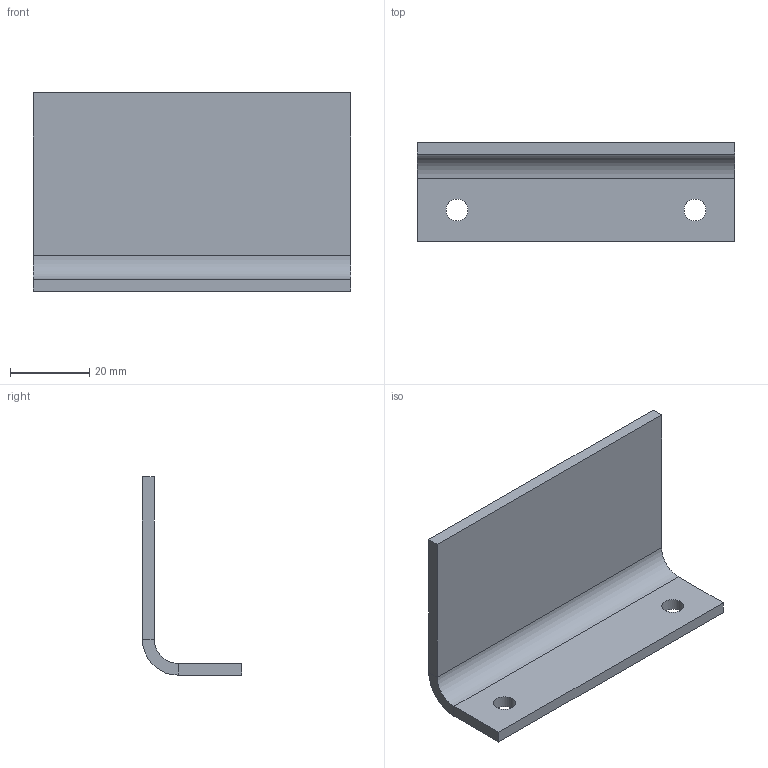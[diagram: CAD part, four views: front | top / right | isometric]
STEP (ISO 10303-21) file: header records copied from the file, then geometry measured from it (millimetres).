
FILE_DESCRIPTION(('FreeCAD Model'),'2;1');
FILE_NAME('Open CASCADE Shape Model','2024-03-09T18:33:53',(''),(''), 'Open CASCADE STEP processor 7.6','FreeCAD','Unknown');
FILE_SCHEMA(('AUTOMOTIVE_DESIGN { 1 0 10303 214 1 1 1 1 }'));
Length unit declared in the file: millimetre
Products named in the file (1): Hole
Bounding box: 80 x 25 x 50 mm (x, y, z)
Volume: 16364.9 mm3; surface area: 11906.3 mm2
Topology: 1 solids, 1 shells, 16 faces, 34 edges, 20 vertices
Faces by surface type: plane 10, cylinder 4, bspline 2
Full cylindrical faces by diameter (mm): 5.5 x2
Entity records: 472 total; most frequent: CARTESIAN_POINT 113, ORIENTED_EDGE 68, DIRECTION 64, EDGE_CURVE 34, AXIS2_PLACEMENT_3D 23, FACE_BOUND 20, EDGE_LOOP 20, VERTEX_POINT 20
